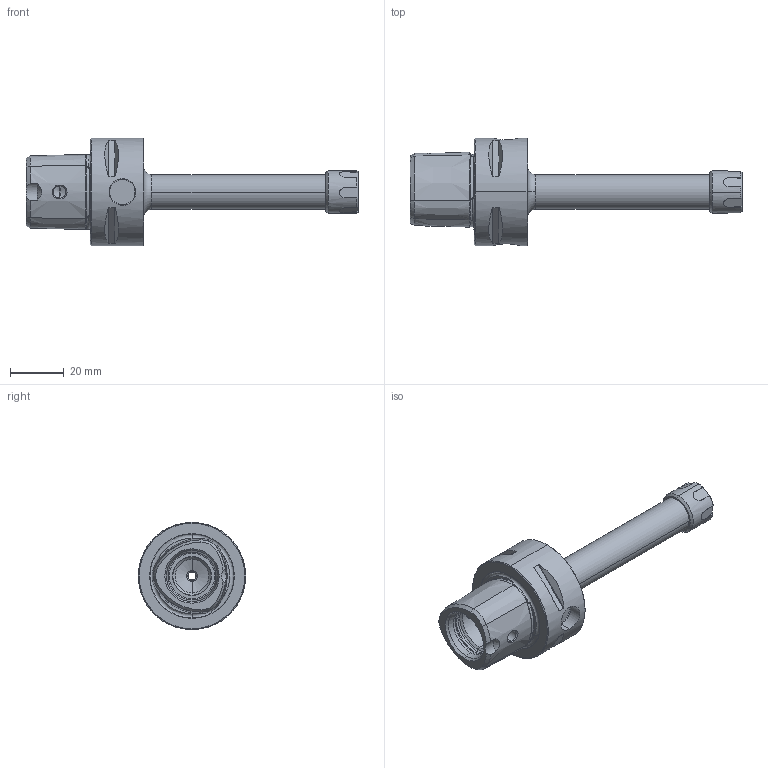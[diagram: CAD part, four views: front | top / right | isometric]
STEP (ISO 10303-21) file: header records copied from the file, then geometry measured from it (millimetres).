
FILE_DESCRIPTION (( 'STEP AP214' ), '1' );
FILE_NAME ('PS4.E11.K01.100.STEP', '2023-01-25T15:10:36', ( '' ), ( '' ), 'SwSTEP 2.0', 'SolidWorks 2017', '' );
FILE_SCHEMA (( 'AUTOMOTIVE_DESIGN' ));
Length unit declared in the file: millimetre
Products named in the file (4): E11-ER1.001.012; ERU-AN2.K01.016_A; PS4-E11.K01.100_A_Fertigbearbeitung; PS4.E11.K01.100
Assembly tree (3 placements, depth 2):
  PS4.E11.K01.100
    PS4-E11.K01.100_A_Fertigbearbeitung
    E11-ER1.001.012
    ERU-AN2.K01.016_A
Bounding box: 124 x 40 x 40 mm (x, y, z)
Volume: 39770.3 mm3; surface area: 15212.2 mm2
Topology: 3 solids, 3 shells, 251 faces, 603 edges, 363 vertices
Faces by surface type: cone 80, plane 76, cylinder 51, torus 44
Entity records: 8192 total; most frequent: CARTESIAN_POINT 2188, DIRECTION 1234, ORIENTED_EDGE 1198, EDGE_CURVE 599, AXIS2_PLACEMENT_3D 503, VERTEX_POINT 363, EDGE_LOOP 268, ADVANCED_FACE 251
